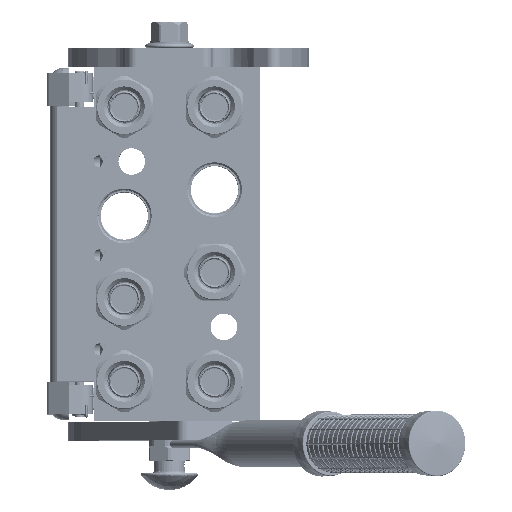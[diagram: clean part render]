
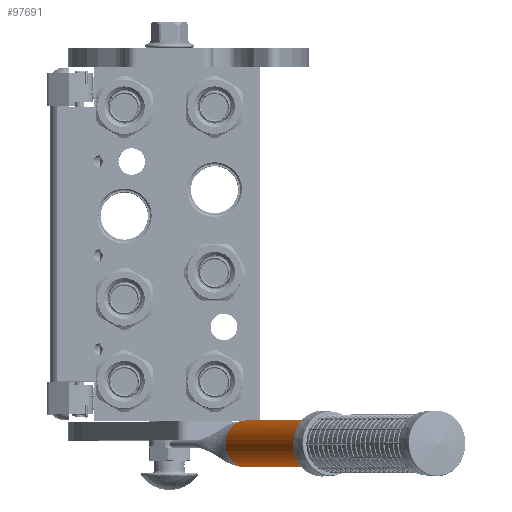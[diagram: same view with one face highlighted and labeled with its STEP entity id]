
A CAD part, top view. The second image highlights one B-rep face of the part: STEP entity #97691.
In plain terms, the highlighted cylindrical face has radius 12.5 mm (diameter 25 mm), a partial arc.
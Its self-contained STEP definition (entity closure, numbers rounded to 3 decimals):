
#1932 = CIRCLE ( 'NONE', #148707, 12.5 ) ;
#2654 = LINE ( 'NONE', #12227, #191667 ) ;
#3145 = CARTESIAN_POINT ( 'NONE',  ( 12.488, 0.202, 0.541 ) ) ;
#5753 = CARTESIAN_POINT ( 'NONE',  ( -12.5, 0.24, 0.216 ) ) ;
#10642 = ORIENTED_EDGE ( 'NONE', *, *, #107869, .F. ) ;
#12227 = CARTESIAN_POINT ( 'NONE',  ( -12.5, 0.24, 0. ) ) ;
#14922 = VERTEX_POINT ( 'NONE', #160609 ) ;
#15394 = EDGE_CURVE ( 'NONE', #115109, #14922, #115540, .T. ) ;
#20279 = CARTESIAN_POINT ( 'NONE',  ( 12.499, 0.235, 0.221 ) ) ;
#21755 = DIRECTION ( 'NONE',  ( 0., 1., 0. ) ) ;
#22870 = CARTESIAN_POINT ( 'NONE',  ( -12.5, 0.24, 0. ) ) ;
#33438 = CARTESIAN_POINT ( 'NONE',  ( 12.426, 0., 1.36 ) ) ;
#35769 = CARTESIAN_POINT ( 'NONE',  ( 0., 0., 0. ) ) ;
#35827 = CARTESIAN_POINT ( 'NONE',  ( 12.5, 0.24, 0. ) ) ;
#37138 = EDGE_LOOP ( 'NONE', ( #186194, #216213, #154886, #10642, #134930, #55112, #188674 ) ) ;
#37334 = CIRCLE ( 'NONE', #85833, 12.5 ) ;
#38404 = EDGE_CURVE ( 'NONE', #87570, #91500, #2654, .T. ) ;
#41934 = CARTESIAN_POINT ( 'NONE',  ( 12.5, 0.24, 0. ) ) ;
#54412 = CARTESIAN_POINT ( 'NONE',  ( 12.481, 0.178, 0.683 ) ) ;
#55112 = ORIENTED_EDGE ( 'NONE', *, *, #105968, .T. ) ;
#57025 = CARTESIAN_POINT ( 'NONE',  ( -12.441, 0.049, 1.219 ) ) ;
#68749 = CARTESIAN_POINT ( 'NONE',  ( -12.5, 0.24, 0. ) ) ;
#70068 = CARTESIAN_POINT ( 'NONE',  ( 12.5, 0.24, 0. ) ) ;
#70499 = DIRECTION ( 'NONE',  ( 1., 0., 0. ) ) ;
#74881 = CARTESIAN_POINT ( 'NONE',  ( -12.478, 0.167, 0.748 ) ) ;
#82579 = CARTESIAN_POINT ( 'NONE',  ( -12.426, 0., 1.36 ) ) ;
#83666 = B_SPLINE_CURVE_WITH_KNOTS ( 'NONE', 3,
 ( #89796, #57025, #209453, #90532, #107596, #125430, #191636, #208712, #142465, #123983, #141036, #74881, #158829, #158084, #5753, #22870 ),
 .UNSPECIFIED., .F., .F.,
 ( 4, 2, 1, 2, 2, 1, 2, 2, 4 ),
 ( 0., 0.25, 0.312, 0.328, 0.344, 0.375, 0.437, 0.5, 1. ),
 .UNSPECIFIED. ) ;
#85187 = AXIS2_PLACEMENT_3D ( 'NONE', #35769, #207480, #70499 ) ;
#85833 = AXIS2_PLACEMENT_3D ( 'NONE', #88636, #21755, #206852 ) ;
#87570 = VERTEX_POINT ( 'NONE', #68749 ) ;
#88628 = CARTESIAN_POINT ( 'NONE',  ( 12.456, 0.096, 1.087 ) ) ;
#88636 = CARTESIAN_POINT ( 'NONE',  ( 0., 198., 0. ) ) ;
#89796 = CARTESIAN_POINT ( 'NONE',  ( -12.426, 0., 1.36 ) ) ;
#89975 = VECTOR ( 'NONE', #104251, 1000. ) ;
#90532 = CARTESIAN_POINT ( 'NONE',  ( -12.461, 0.114, 0.981 ) ) ;
#91500 = VERTEX_POINT ( 'NONE', #213276 ) ;
#96378 = DIRECTION ( 'NONE',  ( 0., 1., 0. ) ) ;
#97543 = VERTEX_POINT ( 'NONE', #220400 ) ;
#97691 = ADVANCED_FACE ( 'NONE', ( #180274 ), #214853, .T. ) ;
#101950 = VERTEX_POINT ( 'NONE', #41934 ) ;
#104251 = DIRECTION ( 'NONE',  ( 0., 1., 0. ) ) ;
#105968 = EDGE_CURVE ( 'NONE', #14922, #162813, #1932, .T. ) ;
#107596 = CARTESIAN_POINT ( 'NONE',  ( -12.464, 0.121, 0.953 ) ) ;
#107869 = EDGE_CURVE ( 'NONE', #115109, #87570, #83666, .T. ) ;
#113395 = DIRECTION ( 'NONE',  ( 0., 1., 0. ) ) ;
#115109 = VERTEX_POINT ( 'NONE', #82579 ) ;
#115540 = CIRCLE ( 'NONE', #184438, 12.5 ) ;
#121346 = CARTESIAN_POINT ( 'NONE',  ( 12.494, 0.22, 0.394 ) ) ;
#122094 = CARTESIAN_POINT ( 'NONE',  ( 12.486, 0.195, 0.586 ) ) ;
#123983 = CARTESIAN_POINT ( 'NONE',  ( -12.471, 0.146, 0.847 ) ) ;
#125430 = CARTESIAN_POINT ( 'NONE',  ( -12.466, 0.127, 0.927 ) ) ;
#130480 = DIRECTION ( 'NONE',  ( -0.994, 0., 0.109 ) ) ;
#131817 = EDGE_CURVE ( 'NONE', #101950, #97543, #185696, .T. ) ;
#134930 = ORIENTED_EDGE ( 'NONE', *, *, #15394, .T. ) ;
#137987 = EDGE_CURVE ( 'NONE', #101950, #162813, #143890, .T. ) ;
#139140 = CARTESIAN_POINT ( 'NONE',  ( 12.484, 0.186, 0.638 ) ) ;
#141036 = CARTESIAN_POINT ( 'NONE',  ( -12.474, 0.155, 0.804 ) ) ;
#142465 = CARTESIAN_POINT ( 'NONE',  ( -12.468, 0.136, 0.889 ) ) ;
#143890 = B_SPLINE_CURVE_WITH_KNOTS ( 'NONE', 3,
 ( #70068, #206111, #20279, #121346, #206848, #3145, #122094, #139140, #191213, #156175, #54412, #173372, #190485, #88628, #207588 ),
 .UNSPECIFIED., .F., .F.,
 ( 4, 2, 2, 1, 1, 1, 2, 2, 4 ),
 ( 0., 0.25, 0.375, 0.437, 0.469, 0.484, 0.492, 0.5, 1. ),
 .UNSPECIFIED. ) ;
#148707 = AXIS2_PLACEMENT_3D ( 'NONE', #149734, #96378, #130480 ) ;
#149734 = CARTESIAN_POINT ( 'NONE',  ( 0., 0., 0. ) ) ;
#152478 = DIRECTION ( 'NONE',  ( -0.994, 0., 0.109 ) ) ;
#154886 = ORIENTED_EDGE ( 'NONE', *, *, #38404, .F. ) ;
#156175 = CARTESIAN_POINT ( 'NONE',  ( 12.482, 0.18, 0.676 ) ) ;
#158084 = CARTESIAN_POINT ( 'NONE',  ( -12.494, 0.221, 0.449 ) ) ;
#158684 = EDGE_CURVE ( 'NONE', #91500, #97543, #37334, .T. ) ;
#158829 = CARTESIAN_POINT ( 'NONE',  ( -12.479, 0.172, 0.721 ) ) ;
#160609 = CARTESIAN_POINT ( 'NONE',  ( 0., 0., 12.5 ) ) ;
#162813 = VERTEX_POINT ( 'NONE', #33438 ) ;
#168910 = DIRECTION ( 'NONE',  ( 0., 1., 0. ) ) ;
#170407 = CARTESIAN_POINT ( 'NONE',  ( 0., 0., 0. ) ) ;
#173372 = CARTESIAN_POINT ( 'NONE',  ( 12.481, 0.178, 0.688 ) ) ;
#180274 = FACE_OUTER_BOUND ( 'NONE', #37138, .T. ) ;
#184438 = AXIS2_PLACEMENT_3D ( 'NONE', #170407, #168910, #152478 ) ;
#185696 = LINE ( 'NONE', #35827, #89975 ) ;
#186194 = ORIENTED_EDGE ( 'NONE', *, *, #131817, .T. ) ;
#188674 = ORIENTED_EDGE ( 'NONE', *, *, #137987, .F. ) ;
#190485 = CARTESIAN_POINT ( 'NONE',  ( 12.472, 0.146, 0.859 ) ) ;
#191213 = CARTESIAN_POINT ( 'NONE',  ( 12.482, 0.182, 0.665 ) ) ;
#191636 = CARTESIAN_POINT ( 'NONE',  ( -12.466, 0.13, 0.917 ) ) ;
#191667 = VECTOR ( 'NONE', #113395, 1000. ) ;
#206111 = CARTESIAN_POINT ( 'NONE',  ( 12.5, 0.24, 0.108 ) ) ;
#206848 = CARTESIAN_POINT ( 'NONE',  ( 12.492, 0.214, 0.452 ) ) ;
#206852 = DIRECTION ( 'NONE',  ( -1., 0., 0. ) ) ;
#207480 = DIRECTION ( 'NONE',  ( 0., -1., 0. ) ) ;
#207588 = CARTESIAN_POINT ( 'NONE',  ( 12.426, 0., 1.36 ) ) ;
#208712 = CARTESIAN_POINT ( 'NONE',  ( -12.467, 0.131, 0.91 ) ) ;
#209453 = CARTESIAN_POINT ( 'NONE',  ( -12.452, 0.083, 1.1 ) ) ;
#213276 = CARTESIAN_POINT ( 'NONE',  ( -12.5, 198., 0. ) ) ;
#214853 = CYLINDRICAL_SURFACE ( 'NONE', #85187, 12.5 ) ;
#216213 = ORIENTED_EDGE ( 'NONE', *, *, #158684, .F. ) ;
#220400 = CARTESIAN_POINT ( 'NONE',  ( 12.5, 198., 0. ) ) ;
